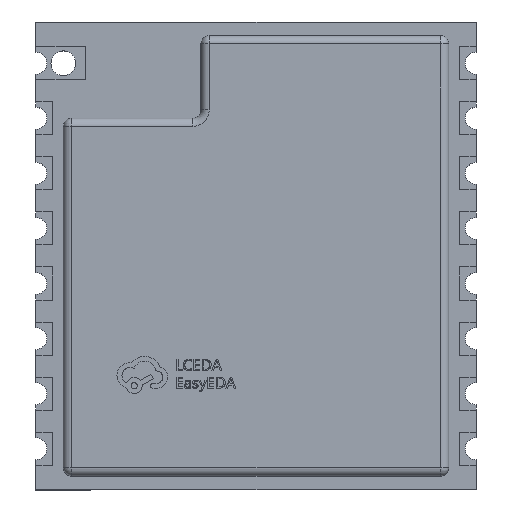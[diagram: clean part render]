
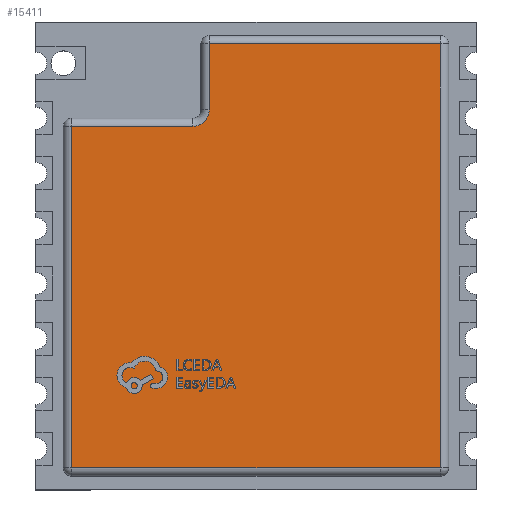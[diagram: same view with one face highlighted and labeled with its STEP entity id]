
A CAD part, top view. The second image highlights one B-rep face of the part: STEP entity #15411.
In plain terms, the highlighted planar face has unit normal (0, 0, 1).
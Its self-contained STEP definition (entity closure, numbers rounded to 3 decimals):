
#124 = LINE ( 'NONE', #2381, #4457 ) ;
#576 = CARTESIAN_POINT ( 'NONE',  ( -6.7, -7.7, 3.2 ) ) ;
#1001 = ORIENTED_EDGE ( 'NONE', *, *, #14823, .T. ) ;
#1283 = VERTEX_POINT ( 'NONE', #10036 ) ;
#2112 = PLANE ( 'NONE',  #12749 ) ;
#2261 = VERTEX_POINT ( 'NONE', #6889 ) ;
#2381 = CARTESIAN_POINT ( 'NONE',  ( -7., 4.7, 3.2 ) ) ;
#2453 = EDGE_LOOP ( 'NONE', ( #15436, #10981, #11857, #13942, #1001, #14488, #14280 ) ) ;
#2598 = DIRECTION ( 'NONE',  ( 1., 0., 0. ) ) ;
#3250 = CARTESIAN_POINT ( 'NONE',  ( -1.7, 5., 3.2 ) ) ;
#3480 = CARTESIAN_POINT ( 'NONE',  ( -1.7, 7.7, 3.2 ) ) ;
#4011 = VECTOR ( 'NONE', #4209, 1000. ) ;
#4209 = DIRECTION ( 'NONE',  ( 0., -1., 0. ) ) ;
#4293 = EDGE_CURVE ( 'NONE', #10529, #14318, #9219, .T. ) ;
#4421 = CARTESIAN_POINT ( 'NONE',  ( 7., -7.7, 3.2 ) ) ;
#4457 = VECTOR ( 'NONE', #15817, 1000. ) ;
#5066 = VERTEX_POINT ( 'NONE', #576 ) ;
#5478 = DIRECTION ( 'NONE',  ( 0., 0., 1. ) ) ;
#5704 = DIRECTION ( 'NONE',  ( 1., 0., 0. ) ) ;
#5836 = EDGE_CURVE ( 'NONE', #13053, #5066, #14773, .T. ) ;
#5873 = LINE ( 'NONE', #3250, #9014 ) ;
#6196 = CIRCLE ( 'NONE', #8454, 0.6 ) ;
#6218 = DIRECTION ( 'NONE',  ( 0., -1., 0. ) ) ;
#6522 = FACE_OUTER_BOUND ( 'NONE', #2453, .T. ) ;
#6889 = CARTESIAN_POINT ( 'NONE',  ( 6.7, -7.7, 3.2 ) ) ;
#7342 = VECTOR ( 'NONE', #16529, 1000. ) ;
#7579 = DIRECTION ( 'NONE',  ( 0., 0., 1. ) ) ;
#7960 = CARTESIAN_POINT ( 'NONE',  ( -2.3, 5.3, 3.2 ) ) ;
#8011 = EDGE_CURVE ( 'NONE', #1283, #13053, #124, .T. ) ;
#8184 = VERTEX_POINT ( 'NONE', #10097 ) ;
#8327 = EDGE_CURVE ( 'NONE', #1283, #8184, #6196, .T. ) ;
#8454 = AXIS2_PLACEMENT_3D ( 'NONE', #7960, #5478, #2598 ) ;
#8981 = DIRECTION ( 'NONE',  ( 1., 0., 0. ) ) ;
#9014 = VECTOR ( 'NONE', #6218, 1000. ) ;
#9124 = DIRECTION ( 'NONE',  ( -1., 0., 0. ) ) ;
#9219 = LINE ( 'NONE', #14628, #10288 ) ;
#9916 = EDGE_CURVE ( 'NONE', #5066, #2261, #12430, .T. ) ;
#10036 = CARTESIAN_POINT ( 'NONE',  ( -2.3, 4.7, 3.2 ) ) ;
#10097 = CARTESIAN_POINT ( 'NONE',  ( -1.7, 5.3, 3.2 ) ) ;
#10288 = VECTOR ( 'NONE', #9124, 1000. ) ;
#10529 = VERTEX_POINT ( 'NONE', #12101 ) ;
#10817 = LINE ( 'NONE', #16434, #7342 ) ;
#10981 = ORIENTED_EDGE ( 'NONE', *, *, #8011, .T. ) ;
#11370 = CARTESIAN_POINT ( 'NONE',  ( -6.7, 4.7, 3.2 ) ) ;
#11857 = ORIENTED_EDGE ( 'NONE', *, *, #5836, .T. ) ;
#12101 = CARTESIAN_POINT ( 'NONE',  ( 6.7, 7.7, 3.2 ) ) ;
#12430 = LINE ( 'NONE', #4421, #14669 ) ;
#12749 = AXIS2_PLACEMENT_3D ( 'NONE', #15995, #7579, #8981 ) ;
#13053 = VERTEX_POINT ( 'NONE', #11370 ) ;
#13942 = ORIENTED_EDGE ( 'NONE', *, *, #9916, .T. ) ;
#14280 = ORIENTED_EDGE ( 'NONE', *, *, #14919, .T. ) ;
#14318 = VERTEX_POINT ( 'NONE', #3480 ) ;
#14488 = ORIENTED_EDGE ( 'NONE', *, *, #4293, .T. ) ;
#14628 = CARTESIAN_POINT ( 'NONE',  ( -2., 7.7, 3.2 ) ) ;
#14669 = VECTOR ( 'NONE', #5704, 1000. ) ;
#14773 = LINE ( 'NONE', #16105, #4011 ) ;
#14823 = EDGE_CURVE ( 'NONE', #2261, #10529, #10817, .T. ) ;
#14919 = EDGE_CURVE ( 'NONE', #14318, #8184, #5873, .T. ) ;
#15411 = ADVANCED_FACE ( 'NONE', ( #6522 ), #2112, .T. ) ;
#15436 = ORIENTED_EDGE ( 'NONE', *, *, #8327, .F. ) ;
#15817 = DIRECTION ( 'NONE',  ( -1., 0., 0. ) ) ;
#15995 = CARTESIAN_POINT ( 'NONE',  ( 0., 0., 3.2 ) ) ;
#16105 = CARTESIAN_POINT ( 'NONE',  ( -6.7, -8., 3.2 ) ) ;
#16434 = CARTESIAN_POINT ( 'NONE',  ( 6.7, 8., 3.2 ) ) ;
#16529 = DIRECTION ( 'NONE',  ( 0., 1., 0. ) ) ;
